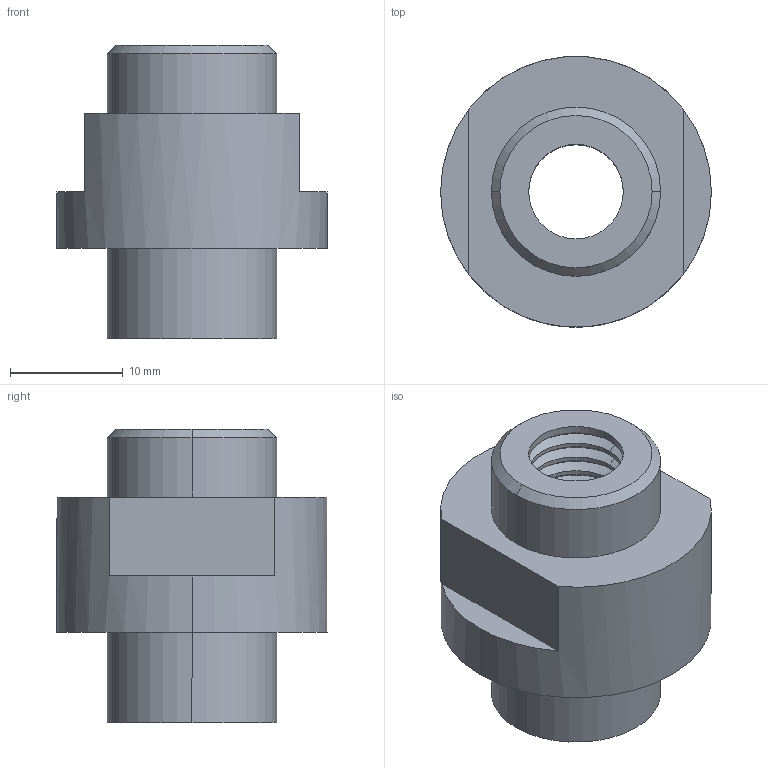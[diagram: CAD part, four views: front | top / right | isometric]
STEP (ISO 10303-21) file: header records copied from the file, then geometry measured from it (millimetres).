
FILE_DESCRIPTION(('STEP AP214'),'1');
FILE_NAME(' ',' ',('TraceParts'),('TraceParts S.A.'),'XStep 1.0',' ',' ');
FILE_SCHEMA(('automotive_design'));
Length unit declared in the file: millimetre
Products named in the file (1): 1
Bounding box: 24 x 24 x 26 mm (x, y, z)
Volume: 5847.1 mm3; surface area: 3544.1 mm2
Topology: 1 solids, 1 shells, 188 faces, 380 edges, 196 vertices
Faces by surface type: cone 70, torus 68, cylinder 42, plane 8
Entity records: 9240 total; most frequent: DIRECTION 1018, STYLED_ITEM 765, PRESENTATION_STYLE_ASSIGNMENT 765, CARTESIAN_POINT 765, COLOUR_RGB 765, ORIENTED_EDGE 760, AXIS2_PLACEMENT_3D 449, EDGE_CURVE 380
